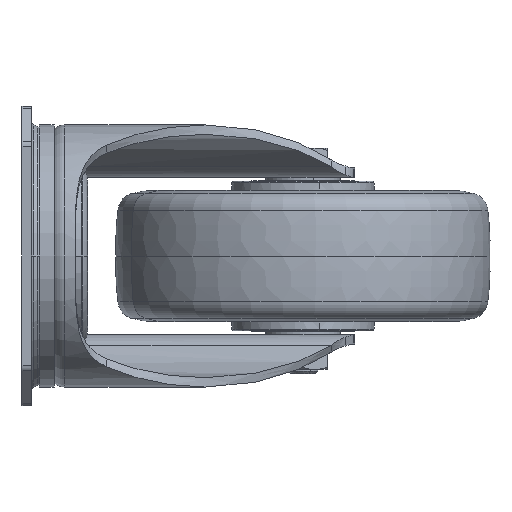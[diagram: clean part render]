
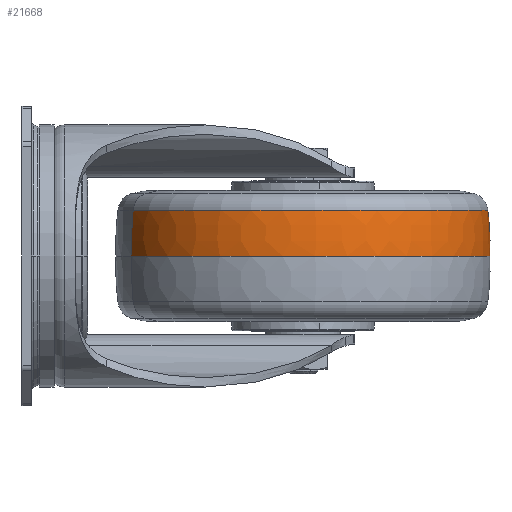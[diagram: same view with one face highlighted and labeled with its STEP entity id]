
A CAD part, left-side view. The second image highlights one B-rep face of the part: STEP entity #21668.
In plain terms, the highlighted toroidal (fillet/blend) face has major radius 74.996 mm and minor radius 125 mm.
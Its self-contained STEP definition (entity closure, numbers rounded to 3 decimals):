
#861 = DIRECTION ( 'NONE',  ( 0.402, -0.916, 0. ) ) ;
#1259 = DIRECTION ( 'NONE',  ( 0., 0., 1. ) ) ;
#1445 = CARTESIAN_POINT ( 'NONE',  ( 38., -75., 12.255 ) ) ;
#1525 = AXIS2_PLACEMENT_3D ( 'NONE', #1445, #1259, #861 ) ;
#1636 = CARTESIAN_POINT ( 'NONE',  ( 38., -75., 1. ) ) ;
#2419 = AXIS2_PLACEMENT_3D ( 'NONE', #20492, #5483, #8047 ) ;
#3128 = VERTEX_POINT ( 'NONE', #7261 ) ;
#3130 = CARTESIAN_POINT ( 'NONE',  ( 68.125, -143.68, 1. ) ) ;
#4452 = DIRECTION ( 'NONE',  ( 0., 0., 1. ) ) ;
#4649 = TOROIDAL_SURFACE ( 'NONE', #18552, -74.996, 125. ) ;
#5483 = DIRECTION ( 'NONE',  ( -0.916, -0.402, 0. ) ) ;
#6030 = CIRCLE ( 'NONE', #34424, 125. ) ;
#6428 = VERTEX_POINT ( 'NONE', #10785 ) ;
#7261 = CARTESIAN_POINT ( 'NONE',  ( 17.916, -29.211, 0. ) ) ;
#7414 = CARTESIAN_POINT ( 'NONE',  ( 38., -75., 0. ) ) ;
#8047 = DIRECTION ( 'NONE',  ( 0.402, -0.916, 0. ) ) ;
#8087 = VERTEX_POINT ( 'NONE', #9555 ) ;
#8450 = EDGE_CURVE ( 'NONE', #3128, #38617, #6030, .T. ) ;
#8471 = CIRCLE ( 'NONE', #1525, 49.496 ) ;
#9555 = CARTESIAN_POINT ( 'NONE',  ( 58.084, -120.789, 0. ) ) ;
#10785 = CARTESIAN_POINT ( 'NONE',  ( 57.882, -120.328, 12.255 ) ) ;
#14423 = CIRCLE ( 'NONE', #2419, 125. ) ;
#15297 = EDGE_LOOP ( 'NONE', ( #16425, #33892, #35576, #19526 ) ) ;
#16372 = DIRECTION ( 'NONE',  ( -0.402, 0.916, 0. ) ) ;
#16425 = ORIENTED_EDGE ( 'NONE', *, *, #8450, .F. ) ;
#17589 = AXIS2_PLACEMENT_3D ( 'NONE', #7414, #4452, #25571 ) ;
#18084 = EDGE_CURVE ( 'NONE', #8087, #6428, #14423, .T. ) ;
#18236 = EDGE_CURVE ( 'NONE', #3128, #8087, #34622, .T. ) ;
#18552 = AXIS2_PLACEMENT_3D ( 'NONE', #1636, #20009, #20397 ) ;
#19526 = ORIENTED_EDGE ( 'NONE', *, *, #21553, .F. ) ;
#20009 = DIRECTION ( 'NONE',  ( 0., 0., 1. ) ) ;
#20370 = CARTESIAN_POINT ( 'NONE',  ( 18.118, -29.672, 12.255 ) ) ;
#20397 = DIRECTION ( 'NONE',  ( 0.402, -0.916, 0. ) ) ;
#20492 = CARTESIAN_POINT ( 'NONE',  ( 7.875, -6.32, 1. ) ) ;
#21553 = EDGE_CURVE ( 'NONE', #38617, #6428, #8471, .T. ) ;
#21668 = ADVANCED_FACE ( 'NONE', ( #30727 ), #4649, .T. ) ;
#25571 = DIRECTION ( 'NONE',  ( 0.402, -0.916, 0. ) ) ;
#28592 = DIRECTION ( 'NONE',  ( 0.916, 0.402, 0. ) ) ;
#30727 = FACE_OUTER_BOUND ( 'NONE', #15297, .T. ) ;
#33892 = ORIENTED_EDGE ( 'NONE', *, *, #18236, .T. ) ;
#34424 = AXIS2_PLACEMENT_3D ( 'NONE', #3130, #28592, #16372 ) ;
#34622 = CIRCLE ( 'NONE', #17589, 50. ) ;
#35576 = ORIENTED_EDGE ( 'NONE', *, *, #18084, .T. ) ;
#38617 = VERTEX_POINT ( 'NONE', #20370 ) ;
